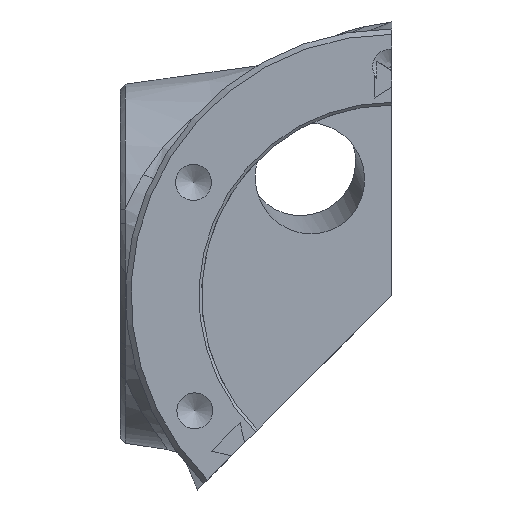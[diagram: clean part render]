
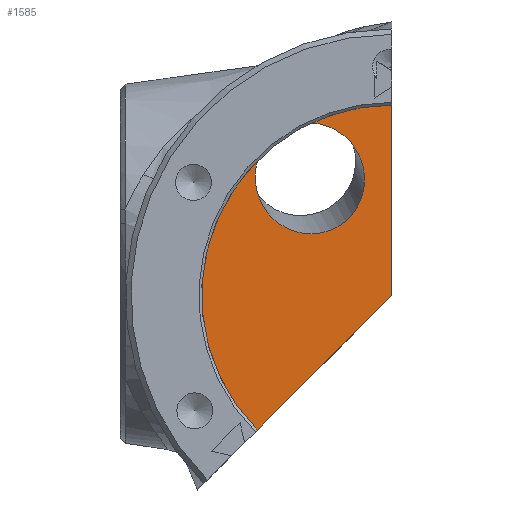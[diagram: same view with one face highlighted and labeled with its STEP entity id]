
A CAD part, left-side view. The second image highlights one B-rep face of the part: STEP entity #1585.
In plain terms, the highlighted planar face has unit normal (-1, 0, 0).
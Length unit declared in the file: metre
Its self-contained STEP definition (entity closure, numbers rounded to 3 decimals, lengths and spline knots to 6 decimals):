
#14=ELLIPSE('',#1642,0.005132,0.005);
#37=PLANE('',#1697);
#231=CIRCLE('',#1698,0.0175);
#232=CIRCLE('',#1699,0.0175);
#580=ORIENTED_EDGE('',*,*,#900,.T.);
#581=ORIENTED_EDGE('',*,*,#901,.T.);
#582=ORIENTED_EDGE('',*,*,#902,.F.);
#583=ORIENTED_EDGE('',*,*,#752,.T.);
#584=ORIENTED_EDGE('',*,*,#903,.F.);
#752=EDGE_CURVE('',#976,#975,#14,.T.);
#900=EDGE_CURVE('',#1074,#1075,#1146,.T.);
#901=EDGE_CURVE('',#1075,#1076,#1147,.T.);
#902=EDGE_CURVE('',#976,#1076,#231,.T.);
#903=EDGE_CURVE('',#1074,#975,#232,.T.);
#975=VERTEX_POINT('',#3429);
#976=VERTEX_POINT('',#3430);
#1074=VERTEX_POINT('',#4993);
#1075=VERTEX_POINT('',#4994);
#1076=VERTEX_POINT('',#4996);
#1146=LINE('',#4992,#1229);
#1147=LINE('',#4995,#1230);
#1229=VECTOR('',#1947,1.);
#1230=VECTOR('',#1948,1.);
#1351=EDGE_LOOP('',(#580,#581,#582,#583,#584));
#1470=FACE_BOUND('',#1351,.T.);
#1585=ADVANCED_FACE('',(#1470),#37,.F.);
#1642=AXIS2_PLACEMENT_3D('',#3431,#1785,#1786);
#1697=AXIS2_PLACEMENT_3D('',#4991,#1945,#1946);
#1698=AXIS2_PLACEMENT_3D('',#4997,#1949,#1950);
#1699=AXIS2_PLACEMENT_3D('',#4998,#1951,#1952);
#1785=DIRECTION('',(1.,0.,0.));
#1786=DIRECTION('',(0.,0.461,0.887));
#1945=DIRECTION('',(1.,0.,0.));
#1946=DIRECTION('',(0.,-1.,0.));
#1947=DIRECTION('',(0.,-0.707,0.707));
#1948=DIRECTION('',(0.,0.,1.));
#1949=DIRECTION('',(1.,0.,0.));
#1950=DIRECTION('',(0.,-1.,0.));
#1951=DIRECTION('',(1.,0.,0.));
#1952=DIRECTION('',(0.,-1.,0.));
#3429=CARTESIAN_POINT('',(0.11,0.012333,0.012416));
#3430=CARTESIAN_POINT('',(0.11,0.007399,0.015859));
#3431=CARTESIAN_POINT('',(0.11,0.007543,0.010762));
#4991=CARTESIAN_POINT('',(0.11,0.,0.));
#4992=CARTESIAN_POINT('',(0.11,0.,0.));
#4993=CARTESIAN_POINT('',(0.11,0.012374,-0.012374));
#4994=CARTESIAN_POINT('',(0.11,0.,0.));
#4995=CARTESIAN_POINT('',(0.11,0.,0.));
#4996=CARTESIAN_POINT('',(0.11,0.,0.0175));
#4997=CARTESIAN_POINT('',(0.11,0.,0.));
#4998=CARTESIAN_POINT('',(0.11,0.,0.));
